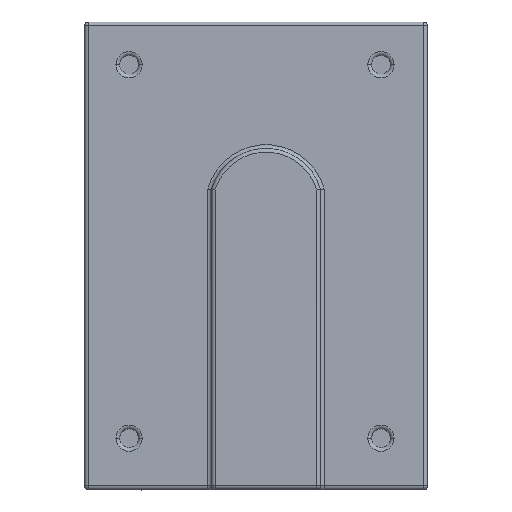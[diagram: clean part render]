
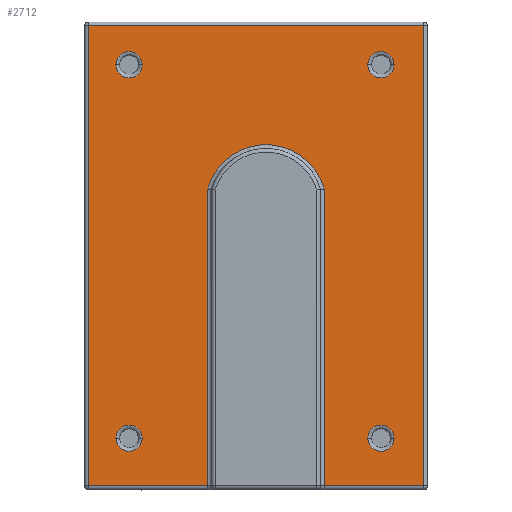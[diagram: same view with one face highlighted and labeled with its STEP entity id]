
A CAD part, top view. The second image highlights one B-rep face of the part: STEP entity #2712.
In plain terms, the highlighted planar face has unit normal (0, 0, 1).
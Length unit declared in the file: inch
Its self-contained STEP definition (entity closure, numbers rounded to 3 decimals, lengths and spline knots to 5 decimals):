
#171 = DIRECTION ( 'NONE',  ( 0., 0., -1. ) ) ;
#188 = DIRECTION ( 'NONE',  ( -1., 0., 0. ) ) ;
#189 = PLANE ( 'NONE',  #1556 ) ;
#191 = CARTESIAN_POINT ( 'NONE',  ( 0., 0., 0.3937 ) ) ;
#321 = DIRECTION ( 'NONE',  ( 0., 1., 0. ) ) ;
#367 = CARTESIAN_POINT ( 'NONE',  ( 1.00227, 1.53164, 0.3937 ) ) ;
#373 = DIRECTION ( 'NONE',  ( -1., 0., 0. ) ) ;
#395 = CARTESIAN_POINT ( 'NONE',  ( 0., -1.845, 0.3937 ) ) ;
#396 = DIRECTION ( 'NONE',  ( 1., 0., 0. ) ) ;
#397 = DIRECTION ( 'NONE',  ( 0., 0., -1. ) ) ;
#407 = DIRECTION ( 'NONE',  ( 0., 0., -1. ) ) ;
#412 = CARTESIAN_POINT ( 'NONE',  ( 1.00227, 1.53164, 0.3937 ) ) ;
#423 = CARTESIAN_POINT ( 'NONE',  ( -1.01819, -1.46313, 0.3937 ) ) ;
#424 = DIRECTION ( 'NONE',  ( 0., 0., -1. ) ) ;
#428 = DIRECTION ( 'NONE',  ( -1., 0., 0. ) ) ;
#434 = DIRECTION ( 'NONE',  ( -1., 0., 0. ) ) ;
#437 = CARTESIAN_POINT ( 'NONE',  ( 1.00227, -1.46313, 0.3937 ) ) ;
#441 = DIRECTION ( 'NONE',  ( -1., 0., 0. ) ) ;
#444 = DIRECTION ( 'NONE',  ( 0., 0., -1. ) ) ;
#457 = DIRECTION ( 'NONE',  ( 0., 1., 0. ) ) ;
#465 = CARTESIAN_POINT ( 'NONE',  ( 1.345, 0., 0.3937 ) ) ;
#477 = DIRECTION ( 'NONE',  ( -1., 0., 0. ) ) ;
#482 = CARTESIAN_POINT ( 'NONE',  ( 0., 1.845, 0.3937 ) ) ;
#486 = DIRECTION ( 'NONE',  ( -1., 0., 0. ) ) ;
#502 = CARTESIAN_POINT ( 'NONE',  ( -1.01819, 1.53164, 0.3937 ) ) ;
#516 = DIRECTION ( 'NONE',  ( 0., 0., -1. ) ) ;
#530 = DIRECTION ( 'NONE',  ( -1., 0., 0. ) ) ;
#566 = CARTESIAN_POINT ( 'NONE',  ( 1.00227, -1.46313, 0.3937 ) ) ;
#567 = DIRECTION ( 'NONE',  ( 0., 0., -1. ) ) ;
#572 = DIRECTION ( 'NONE',  ( -1., 0., 0. ) ) ;
#583 = CARTESIAN_POINT ( 'NONE',  ( -1.01819, -1.46313, 0.3937 ) ) ;
#588 = DIRECTION ( 'NONE',  ( 0., 0., -1. ) ) ;
#589 = CARTESIAN_POINT ( 'NONE',  ( -1.01819, 1.53164, 0.3937 ) ) ;
#591 = DIRECTION ( 'NONE',  ( -1., 0., 0. ) ) ;
#600 = DIRECTION ( 'NONE',  ( 0., 0., -1. ) ) ;
#614 = CARTESIAN_POINT ( 'NONE',  ( 0., -1.845, 0.3937 ) ) ;
#618 = CARTESIAN_POINT ( 'NONE',  ( 0.5475, -1.875, 0.3937 ) ) ;
#623 = DIRECTION ( 'NONE',  ( 1., 0., 0. ) ) ;
#634 = DIRECTION ( 'NONE',  ( 0., -1., 0. ) ) ;
#654 = CARTESIAN_POINT ( 'NONE',  ( -0.3875, 0.53002, 0.3937 ) ) ;
#672 = DIRECTION ( 'NONE',  ( 0., -1., 0. ) ) ;
#674 = DIRECTION ( 'NONE',  ( 0., 0., -1. ) ) ;
#677 = DIRECTION ( 'NONE',  ( -1., 0., 0. ) ) ;
#679 = CARTESIAN_POINT ( 'NONE',  ( 0.08, 0.40545, 0.3937 ) ) ;
#680 = CARTESIAN_POINT ( 'NONE',  ( -1.345, 0., 0.3937 ) ) ;
#868 = CARTESIAN_POINT ( 'NONE',  ( 0.5475, -1.845, 0.3937 ) ) ;
#895 = CARTESIAN_POINT ( 'NONE',  ( 0.89727, -1.46313, 0.3937 ) ) ;
#945 = CARTESIAN_POINT ( 'NONE',  ( 1.10727, -1.46313, 0.3937 ) ) ;
#950 = CARTESIAN_POINT ( 'NONE',  ( -0.3875, -1.845, 0.3937 ) ) ;
#953 = CARTESIAN_POINT ( 'NONE',  ( -1.345, -1.845, 0.3937 ) ) ;
#958 = CARTESIAN_POINT ( 'NONE',  ( -1.345, 1.845, 0.3937 ) ) ;
#960 = CARTESIAN_POINT ( 'NONE',  ( 1.345, 1.845, 0.3937 ) ) ;
#973 = CARTESIAN_POINT ( 'NONE',  ( -0.91319, -1.46313, 0.3937 ) ) ;
#974 = CARTESIAN_POINT ( 'NONE',  ( -1.12319, -1.46313, 0.3937 ) ) ;
#981 = CARTESIAN_POINT ( 'NONE',  ( 1.10727, 1.53164, 0.3937 ) ) ;
#1289 = VECTOR ( 'NONE', #396, 39.37008 ) ;
#1294 = CIRCLE ( 'NONE', #1660, 0.105 ) ;
#1295 = VECTOR ( 'NONE', #457, 39.37008 ) ;
#1301 = LINE ( 'NONE', #482, #1344 ) ;
#1305 = CIRCLE ( 'NONE', #1682, 0.105 ) ;
#1323 = LINE ( 'NONE', #395, #1289 ) ;
#1332 = CIRCLE ( 'NONE', #1690, 0.105 ) ;
#1335 = LINE ( 'NONE', #465, #1295 ) ;
#1336 = CIRCLE ( 'NONE', #1713, 0.105 ) ;
#1341 = CIRCLE ( 'NONE', #1718, 0.105 ) ;
#1344 = VECTOR ( 'NONE', #477, 39.37008 ) ;
#1363 = CIRCLE ( 'NONE', #2578, 0.105 ) ;
#1366 = CIRCLE ( 'NONE', #2597, 0.105 ) ;
#1369 = CIRCLE ( 'NONE', #2583, 0.105 ) ;
#1415 = VECTOR ( 'NONE', #672, 39.37008 ) ;
#1422 = VECTOR ( 'NONE', #634, 39.37008 ) ;
#1425 = LINE ( 'NONE', #680, #1415 ) ;
#1431 = VECTOR ( 'NONE', #623, 39.37008 ) ;
#1432 = CIRCLE ( 'NONE', #2599, 0.48489 ) ;
#1441 = LINE ( 'NONE', #618, #1422 ) ;
#1446 = VECTOR ( 'NONE', #321, 39.37008 ) ;
#1458 = LINE ( 'NONE', #614, #1431 ) ;
#1466 = LINE ( 'NONE', #654, #1446 ) ;
#1556 = AXIS2_PLACEMENT_3D ( 'NONE', #191, #171, #188 ) ;
#1660 = AXIS2_PLACEMENT_3D ( 'NONE', #502, #516, #486 ) ;
#1682 = AXIS2_PLACEMENT_3D ( 'NONE', #437, #444, #428 ) ;
#1690 = AXIS2_PLACEMENT_3D ( 'NONE', #367, #397, #373 ) ;
#1713 = AXIS2_PLACEMENT_3D ( 'NONE', #423, #424, #434 ) ;
#1718 = AXIS2_PLACEMENT_3D ( 'NONE', #412, #407, #441 ) ;
#1725 = EDGE_CURVE ( 'NONE', #2415, #2381, #1332, .T. ) ;
#1727 = EDGE_CURVE ( 'NONE', #2406, #2427, #1323, .T. ) ;
#1734 = EDGE_CURVE ( 'NONE', #2381, #2415, #1341, .T. ) ;
#1736 = EDGE_CURVE ( 'NONE', #2376, #2375, #1336, .T. ) ;
#1740 = EDGE_CURVE ( 'NONE', #2364, #2356, #1305, .T. ) ;
#1758 = EDGE_CURVE ( 'NONE', #2427, #2391, #1335, .T. ) ;
#1759 = EDGE_CURVE ( 'NONE', #2391, #2382, #1301, .T. ) ;
#1767 = EDGE_CURVE ( 'NONE', #2411, #2425, #1294, .T. ) ;
#1785 = EDGE_CURVE ( 'NONE', #2356, #2364, #1369, .T. ) ;
#1796 = EDGE_CURVE ( 'NONE', #2425, #2411, #1366, .T. ) ;
#1801 = EDGE_CURVE ( 'NONE', #2375, #2376, #1363, .T. ) ;
#1816 = EDGE_CURVE ( 'NONE', #2464, #2406, #1441, .T. ) ;
#1819 = EDGE_CURVE ( 'NONE', #2390, #2397, #1458, .T. ) ;
#1828 = EDGE_CURVE ( 'NONE', #2397, #2449, #1466, .T. ) ;
#1832 = EDGE_CURVE ( 'NONE', #2449, #2464, #1432, .T. ) ;
#1834 = EDGE_CURVE ( 'NONE', #2382, #2390, #1425, .T. ) ;
#1919 = CARTESIAN_POINT ( 'NONE',  ( -1.12319, 1.53164, 0.3937 ) ) ;
#1925 = CARTESIAN_POINT ( 'NONE',  ( -0.91319, 1.53164, 0.3937 ) ) ;
#1934 = CARTESIAN_POINT ( 'NONE',  ( 1.345, -1.845, 0.3937 ) ) ;
#1935 = CARTESIAN_POINT ( 'NONE',  ( 0.89727, 1.53164, 0.3937 ) ) ;
#1951 = CARTESIAN_POINT ( 'NONE',  ( -0.3875, 0.53414, 0.3937 ) ) ;
#1952 = CARTESIAN_POINT ( 'NONE',  ( 0.5475, 0.53414, 0.3937 ) ) ;
#2003 = FACE_BOUND ( 'NONE', #2261, .T. ) ;
#2025 = FACE_BOUND ( 'NONE', #2279, .T. ) ;
#2041 = FACE_OUTER_BOUND ( 'NONE', #2300, .T. ) ;
#2056 = FACE_BOUND ( 'NONE', #2271, .T. ) ;
#2059 = FACE_BOUND ( 'NONE', #2243, .T. ) ;
#2070 = ORIENTED_EDGE ( 'NONE', *, *, #1816, .T. ) ;
#2081 = ORIENTED_EDGE ( 'NONE', *, *, #1725, .T. ) ;
#2082 = ORIENTED_EDGE ( 'NONE', *, *, #1727, .T. ) ;
#2083 = ORIENTED_EDGE ( 'NONE', *, *, #1759, .T. ) ;
#2092 = ORIENTED_EDGE ( 'NONE', *, *, #1819, .T. ) ;
#2100 = ORIENTED_EDGE ( 'NONE', *, *, #1828, .T. ) ;
#2103 = ORIENTED_EDGE ( 'NONE', *, *, #1767, .T. ) ;
#2105 = ORIENTED_EDGE ( 'NONE', *, *, #1832, .T. ) ;
#2107 = ORIENTED_EDGE ( 'NONE', *, *, #1734, .T. ) ;
#2117 = ORIENTED_EDGE ( 'NONE', *, *, #1736, .T. ) ;
#2126 = ORIENTED_EDGE ( 'NONE', *, *, #1785, .T. ) ;
#2155 = ORIENTED_EDGE ( 'NONE', *, *, #1834, .T. ) ;
#2243 = EDGE_LOOP ( 'NONE', ( #2126, #2500 ) ) ;
#2261 = EDGE_LOOP ( 'NONE', ( #2117, #2498 ) ) ;
#2271 = EDGE_LOOP ( 'NONE', ( #2103, #2536 ) ) ;
#2279 = EDGE_LOOP ( 'NONE', ( #2081, #2107 ) ) ;
#2300 = EDGE_LOOP ( 'NONE', ( #2082, #2566, #2083, #2155, #2092, #2100, #2105, #2070 ) ) ;
#2356 = VERTEX_POINT ( 'NONE', #895 ) ;
#2364 = VERTEX_POINT ( 'NONE', #945 ) ;
#2375 = VERTEX_POINT ( 'NONE', #973 ) ;
#2376 = VERTEX_POINT ( 'NONE', #974 ) ;
#2381 = VERTEX_POINT ( 'NONE', #981 ) ;
#2382 = VERTEX_POINT ( 'NONE', #958 ) ;
#2390 = VERTEX_POINT ( 'NONE', #953 ) ;
#2391 = VERTEX_POINT ( 'NONE', #960 ) ;
#2397 = VERTEX_POINT ( 'NONE', #950 ) ;
#2406 = VERTEX_POINT ( 'NONE', #868 ) ;
#2411 = VERTEX_POINT ( 'NONE', #1919 ) ;
#2415 = VERTEX_POINT ( 'NONE', #1935 ) ;
#2425 = VERTEX_POINT ( 'NONE', #1925 ) ;
#2427 = VERTEX_POINT ( 'NONE', #1934 ) ;
#2449 = VERTEX_POINT ( 'NONE', #1951 ) ;
#2464 = VERTEX_POINT ( 'NONE', #1952 ) ;
#2498 = ORIENTED_EDGE ( 'NONE', *, *, #1801, .T. ) ;
#2500 = ORIENTED_EDGE ( 'NONE', *, *, #1740, .T. ) ;
#2536 = ORIENTED_EDGE ( 'NONE', *, *, #1796, .T. ) ;
#2566 = ORIENTED_EDGE ( 'NONE', *, *, #1758, .T. ) ;
#2578 = AXIS2_PLACEMENT_3D ( 'NONE', #583, #588, #591 ) ;
#2583 = AXIS2_PLACEMENT_3D ( 'NONE', #566, #567, #530 ) ;
#2597 = AXIS2_PLACEMENT_3D ( 'NONE', #589, #600, #572 ) ;
#2599 = AXIS2_PLACEMENT_3D ( 'NONE', #679, #674, #677 ) ;
#2712 = ADVANCED_FACE ( 'NONE', ( #2056, #2025, #2003, #2059, #2041 ), #189, .F. ) ;
